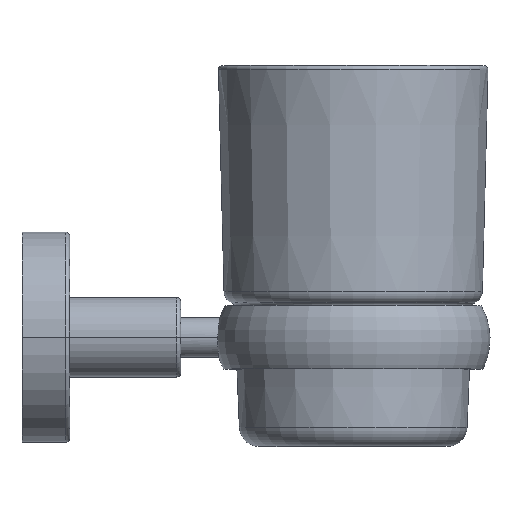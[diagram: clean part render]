
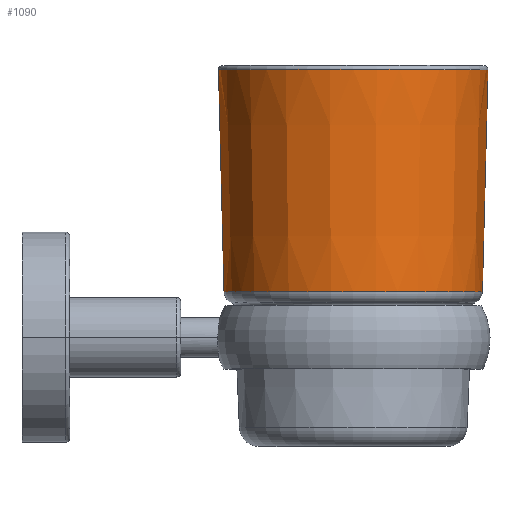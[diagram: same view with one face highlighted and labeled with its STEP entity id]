
A CAD part, top view. The second image highlights one B-rep face of the part: STEP entity #1090.
In plain terms, the highlighted conical face has half-angle 1.432 degrees and reference radius 33.274 mm.
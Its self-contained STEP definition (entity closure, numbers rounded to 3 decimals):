
#704=CARTESIAN_POINT('',(0.,94.975,0.));
#705=DIRECTION('',(0.,1.,0.));
#706=DIRECTION('',(-1.,0.,0.));
#707=AXIS2_PLACEMENT_3D('',#704,#705,#706);
#709=DIRECTION('',(0.025,1.,0.));
#710=VECTOR('',#709,56.05);
#711=CARTESIAN_POINT('',(32.574,38.943,0.));
#712=LINE('',#711,#710);
#713=CARTESIAN_POINT('',(0.,38.943,0.));
#714=DIRECTION('',(0.,1.,0.));
#715=DIRECTION('',(-1.,0.,0.));
#716=AXIS2_PLACEMENT_3D('',#713,#714,#715);
#718=DIRECTION('',(-0.025,1.,0.));
#719=VECTOR('',#718,56.05);
#720=CARTESIAN_POINT('',(-32.574,38.943,
0.));
#721=LINE('',#720,#719);
#855=CARTESIAN_POINT('',(32.574,38.943,0.));
#856=CARTESIAN_POINT('',(-32.574,38.943,0.));
#857=VERTEX_POINT('',#855);
#858=VERTEX_POINT('',#856);
#887=CARTESIAN_POINT('',(33.974,94.975,0.));
#888=CARTESIAN_POINT('',(-33.974,94.975,0.));
#889=VERTEX_POINT('',#887);
#890=VERTEX_POINT('',#888);
#1076=CARTESIAN_POINT('',(0.,66.959,0.));
#1077=DIRECTION('',(0.,1.,0.));
#1078=DIRECTION('',(1.,0.,0.));
#1079=AXIS2_PLACEMENT_3D('',#1076,#1077,#1078);
#1080=CONICAL_SURFACE('',#1079,33.274,1.432);
#1081=ORIENTED_EDGE('',*,*,#1070,.T.);
#1083=ORIENTED_EDGE('',*,*,#1082,.F.);
#1085=ORIENTED_EDGE('',*,*,#1084,.F.);
#1087=ORIENTED_EDGE('',*,*,#1086,.T.);
#1088=EDGE_LOOP('',(#1081,#1083,#1085,#1087));
#1089=FACE_OUTER_BOUND('',#1088,.F.);
#1090=ADVANCED_FACE('',(#1089),#1080,.T.);
#708=CIRCLE('',#707,33.974);
#717=CIRCLE('',#716,32.574);
#1070=EDGE_CURVE('',#890,#889,#708,.T.);
#1082=EDGE_CURVE('',#857,#889,#712,.T.);
#1084=EDGE_CURVE('',#858,#857,#717,.T.);
#1086=EDGE_CURVE('',#858,#890,#721,.T.);
